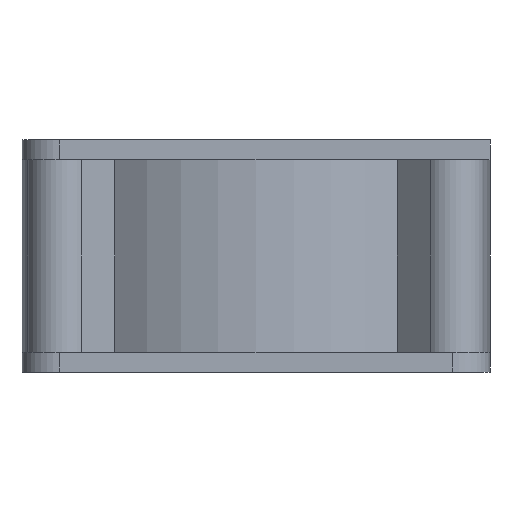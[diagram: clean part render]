
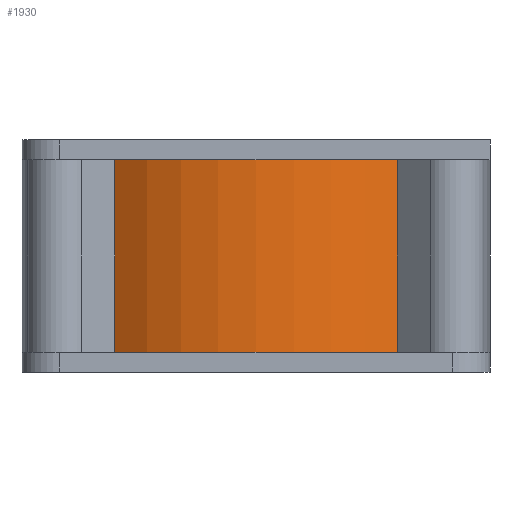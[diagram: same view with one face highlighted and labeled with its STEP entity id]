
A CAD part, left-side view. The second image highlights one B-rep face of the part: STEP entity #1930.
In plain terms, the highlighted cylindrical face has radius 19.939 mm (diameter 39.878 mm), a partial arc.
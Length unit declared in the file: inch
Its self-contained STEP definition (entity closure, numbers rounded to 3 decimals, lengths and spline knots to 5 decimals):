
#99=CYLINDRICAL_SURFACE('',#2098,0.785);
#156=CIRCLE('',#2041,0.785);
#157=CIRCLE('',#2043,0.785);
#178=CIRCLE('',#2082,0.785);
#181=CIRCLE('',#2090,0.785);
#290=FACE_OUTER_BOUND('',#404,.T.);
#404=EDGE_LOOP('',(#1623,#1624,#1625,#1626,#1627,#1628));
#534=LINE('',#2939,#692);
#544=LINE('',#2963,#702);
#692=VECTOR('',#2373,0.646);
#702=VECTOR('',#2393,0.646);
#845=VERTEX_POINT('',#2935);
#847=VERTEX_POINT('',#2938);
#854=VERTEX_POINT('',#2957);
#856=VERTEX_POINT('',#2961);
#865=VERTEX_POINT('',#2989);
#887=VERTEX_POINT('',#3070);
#1069=EDGE_CURVE('',#847,#845,#534,.T.);
#1081=EDGE_CURVE('',#854,#856,#544,.T.);
#1095=EDGE_CURVE('',#865,#845,#156,.T.);
#1096=EDGE_CURVE('',#854,#865,#157,.T.);
#1138=EDGE_CURVE('',#887,#847,#178,.T.);
#1147=EDGE_CURVE('',#856,#887,#181,.T.);
#1623=ORIENTED_EDGE('',*,*,#1069,.T.);
#1624=ORIENTED_EDGE('',*,*,#1095,.F.);
#1625=ORIENTED_EDGE('',*,*,#1096,.F.);
#1626=ORIENTED_EDGE('',*,*,#1081,.T.);
#1627=ORIENTED_EDGE('',*,*,#1147,.T.);
#1628=ORIENTED_EDGE('',*,*,#1138,.T.);
#1930=ADVANCED_FACE('',(#290),#99,.T.);
#2041=AXIS2_PLACEMENT_3D('',#2991,#2421,#2422);
#2043=AXIS2_PLACEMENT_3D('',#2993,#2425,#2426);
#2082=AXIS2_PLACEMENT_3D('',#3076,#2524,#2525);
#2090=AXIS2_PLACEMENT_3D('',#3094,#2546,#2547);
#2098=AXIS2_PLACEMENT_3D('',#3111,#2567,#2568);
#2373=DIRECTION('',(0.,0.,1.));
#2393=DIRECTION('',(0.,0.,-1.));
#2421=DIRECTION('center_axis',(0.,0.,1.));
#2422=DIRECTION('ref_axis',(0.,1.,0.));
#2425=DIRECTION('center_axis',(0.,0.,1.));
#2426=DIRECTION('ref_axis',(0.,1.,0.));
#2524=DIRECTION('center_axis',(0.,0.,1.));
#2525=DIRECTION('ref_axis',(0.,1.,0.));
#2546=DIRECTION('center_axis',(0.,0.,1.));
#2547=DIRECTION('ref_axis',(0.,1.,0.));
#2567=DIRECTION('center_axis',(0.,0.,1.));
#2568=DIRECTION('ref_axis',(0.,1.,0.));
#2935=CARTESIAN_POINT('',(0.15964,0.3105,0.713));
#2938=CARTESIAN_POINT('',(0.15964,0.3105,0.067));
#2939=CARTESIAN_POINT('',(0.15964,0.3105,0.39));
#2957=CARTESIAN_POINT('',(0.15964,1.2595,0.713));
#2961=CARTESIAN_POINT('',(0.15964,1.2595,0.067));
#2963=CARTESIAN_POINT('',(0.15964,1.2595,0.39));
#2989=CARTESIAN_POINT('',(0.,0.785,0.713));
#2991=CARTESIAN_POINT('Origin',(0.785,0.785,0.713));
#2993=CARTESIAN_POINT('Origin',(0.785,0.785,0.713));
#3070=CARTESIAN_POINT('',(0.,0.785,0.067));
#3076=CARTESIAN_POINT('Origin',(0.785,0.785,0.067));
#3094=CARTESIAN_POINT('Origin',(0.785,0.785,0.067));
#3111=CARTESIAN_POINT('Origin',(0.785,0.785,0.39));
